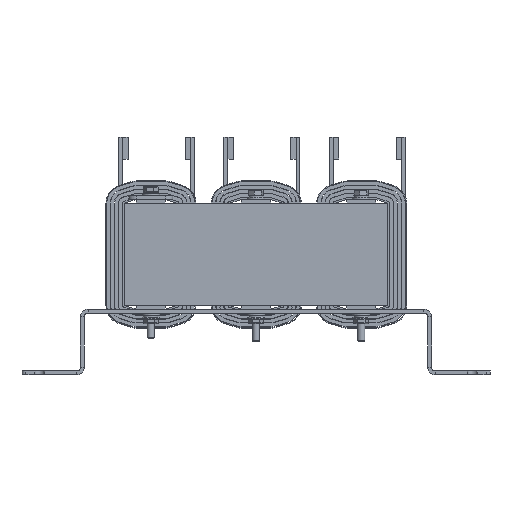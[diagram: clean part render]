
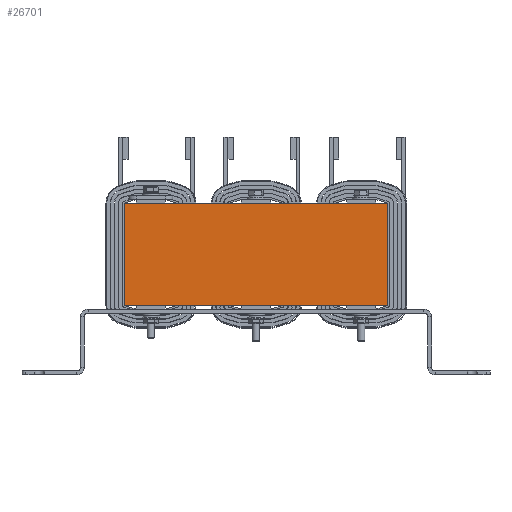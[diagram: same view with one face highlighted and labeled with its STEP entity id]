
A CAD part, front view. The second image highlights one B-rep face of the part: STEP entity #26701.
In plain terms, the highlighted planar face has unit normal (0, -1, 0).
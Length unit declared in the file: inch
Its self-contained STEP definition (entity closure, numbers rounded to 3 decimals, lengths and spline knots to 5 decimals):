
#1025=PLANE('',#28587);
#1835=FACE_OUTER_BOUND('',#3324,.T.);
#3324=EDGE_LOOP('',(#18111,#18112,#18113,#18114));
#4941=LINE('',#38318,#7660);
#4946=LINE('',#38327,#7665);
#4950=LINE('',#38335,#7669);
#4951=LINE('',#38337,#7670);
#7660=VECTOR('',#30934,0.3937);
#7665=VECTOR('',#30941,0.3937);
#7669=VECTOR('',#30949,0.3937);
#7670=VECTOR('',#30952,0.3937);
#11335=VERTEX_POINT('',#38314);
#11337=VERTEX_POINT('',#38317);
#11339=VERTEX_POINT('',#38323);
#11342=VERTEX_POINT('',#38333);
#14029=EDGE_CURVE('',#11337,#11335,#4941,.T.);
#14034=EDGE_CURVE('',#11339,#11337,#4946,.T.);
#14038=EDGE_CURVE('',#11335,#11342,#4950,.T.);
#14039=EDGE_CURVE('',#11342,#11339,#4951,.T.);
#18111=ORIENTED_EDGE('',*,*,#14039,.T.);
#18112=ORIENTED_EDGE('',*,*,#14034,.T.);
#18113=ORIENTED_EDGE('',*,*,#14029,.T.);
#18114=ORIENTED_EDGE('',*,*,#14038,.T.);
#26701=ADVANCED_FACE('',(#1835),#1025,.T.);
#28587=AXIS2_PLACEMENT_3D('',#38336,#30950,#30951);
#30934=DIRECTION('',(1.,0.,0.));
#30941=DIRECTION('',(0.,0.,-1.));
#30949=DIRECTION('',(0.,0.,1.));
#30950=DIRECTION('center_axis',(0.,-1.,0.));
#30951=DIRECTION('ref_axis',(0.,0.,-1.));
#30952=DIRECTION('',(-1.,0.,0.));
#38314=CARTESIAN_POINT('',(7.71526,-0.95864,-1.75));
#38317=CARTESIAN_POINT('',(-1.28474,-0.95864,-1.75));
#38318=CARTESIAN_POINT('',(7.71526,-0.95864,-1.75));
#38323=CARTESIAN_POINT('',(-1.28474,-0.95864,1.75));
#38327=CARTESIAN_POINT('',(-1.28474,-0.95864,0.));
#38333=CARTESIAN_POINT('',(7.71526,-0.95864,1.75));
#38335=CARTESIAN_POINT('',(7.71526,-0.95864,0.));
#38336=CARTESIAN_POINT('Origin',(7.71526,-0.95864,0.));
#38337=CARTESIAN_POINT('',(7.71526,-0.95864,1.75));
